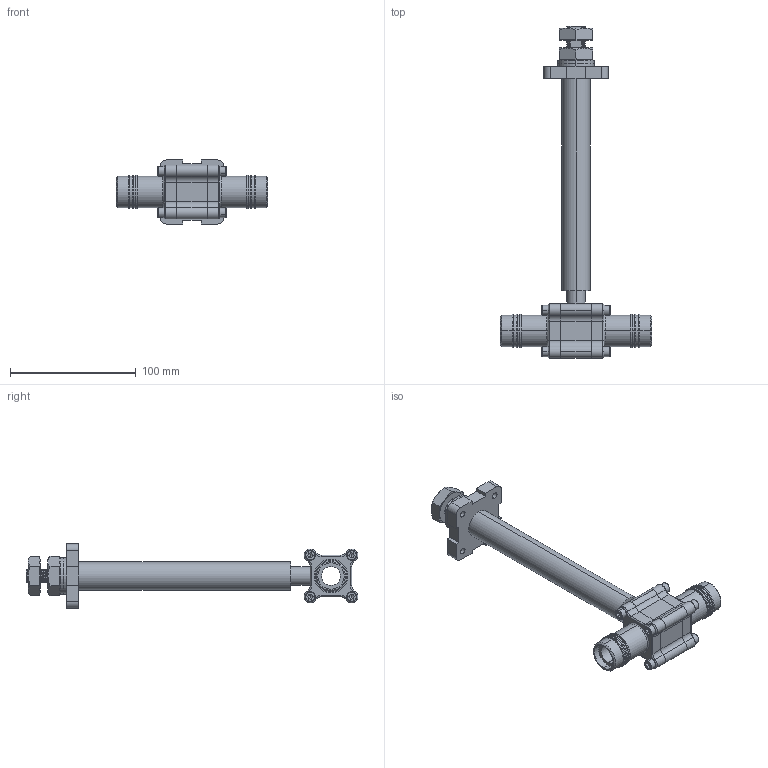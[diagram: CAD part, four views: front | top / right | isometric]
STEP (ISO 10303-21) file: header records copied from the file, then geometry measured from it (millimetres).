
FILE_DESCRIPTION (( 'STEP AP214' ), '1' );
FILE_NAME ('VCI-CRY-201H-900-0.5-SW-SW_BS.STEP', '2025-06-08T17:08:54', ( '' ), ( '' ), 'SwSTEP 2.0', 'SolidWorks 2025', '' );
FILE_SCHEMA (( 'AUTOMOTIVE_DESIGN' ));
Length unit declared in the file: millimetre
Products named in the file (6): socket head cap screw_ai_HX-SHCS 0.19-32x0.25x0.25-N; VCI-CRY-201H-900-0.5-SW-SW_BS; flat washer type a narrow_ai_Preferred Narrow FW 0.5625; VCI-CRY-201H-900-0.5-SW-SW; heavy hex jam nut_ai_HHJNUT 0.6250-18-B-N; socket head cap screw_ai_HX-SHCS 0.164-36x0.188x0.188-N
Assembly tree (13 placements, depth 2):
  VCI-CRY-201H-900-0.5-SW-SW_BS
    VCI-CRY-201H-900-0.5-SW-SW
    socket head cap screw_ai_HX-SHCS 0.19-32x0.25x0.25-N  x7
    socket head cap screw_ai_HX-SHCS 0.164-36x0.188x0.188-N
    flat washer type a narrow_ai_Preferred Narrow FW 0.5625  x2
    heavy hex jam nut_ai_HHJNUT 0.6250-18-B-N  x2
Bounding box: 120.6 x 264.5 x 51 mm (x, y, z)
Volume: 182572 mm3; surface area: 62715.6 mm2
Topology: 21 solids, 21 shells, 693 faces, 1676 edges, 1046 vertices
Faces by surface type: cylinder 250, plane 235, bspline 88, cone 72, torus 48
Entity records: 98206 total; most frequent: CARTESIAN_POINT 86769, ORIENTED_EDGE 2496, DIRECTION 2179, EDGE_CURVE 1248, AXIS2_PLACEMENT_3D 871, VERTEX_POINT 804, EDGE_LOOP 574, FACE_OUTER_BOUND 495
